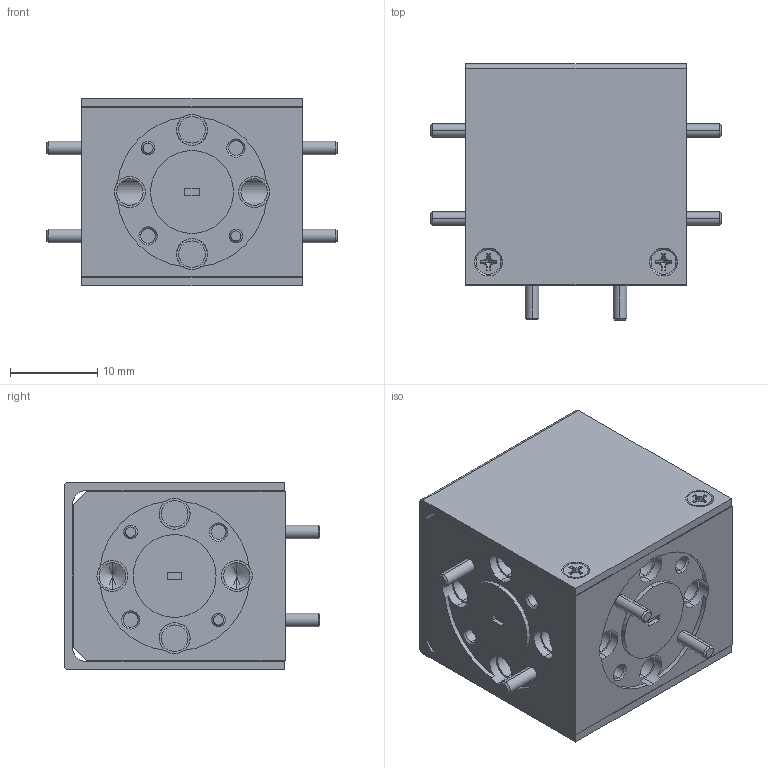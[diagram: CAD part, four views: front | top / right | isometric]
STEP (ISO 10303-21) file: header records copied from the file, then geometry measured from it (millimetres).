
FILE_DESCRIPTION (( 'STEP AP214' ), '1' );
FILE_NAME ('NW-CD-A.STEP', '2023-08-17T23:25:33', ( '' ), ( '' ), 'SwSTEP 2.0', 'SolidWorks 2021', '' );
FILE_SCHEMA (( 'AUTOMOTIVE_DESIGN' ));
Length unit declared in the file: millimetre
Products named in the file (1): NW-CD-A
Bounding box: 33.4 x 29.4 x 21.6 mm (x, y, z)
Volume: 13055.5 mm3; surface area: 8046.9 mm2
Topology: 6 solids, 6 shells, 471 faces, 1228 edges, 786 vertices
Faces by surface type: cylinder 202, plane 145, cone 112, bspline 12
Entity records: 20047 total; most frequent: CARTESIAN_POINT 8988, ORIENTED_EDGE 2408, DIRECTION 2198, EDGE_CURVE 1204, AXIS2_PLACEMENT_3D 852, VERTEX_POINT 786, EDGE_LOOP 524, VECTOR 494
